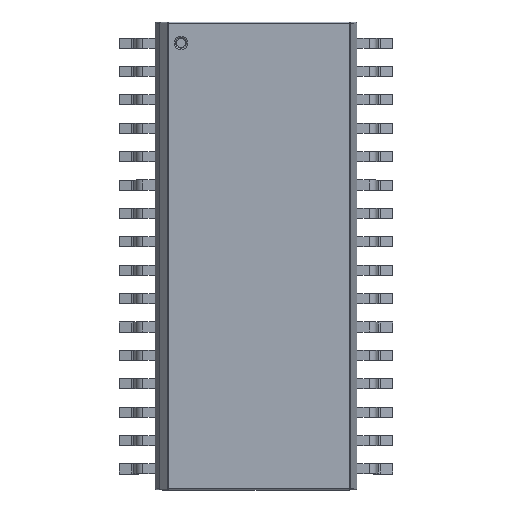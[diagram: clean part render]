
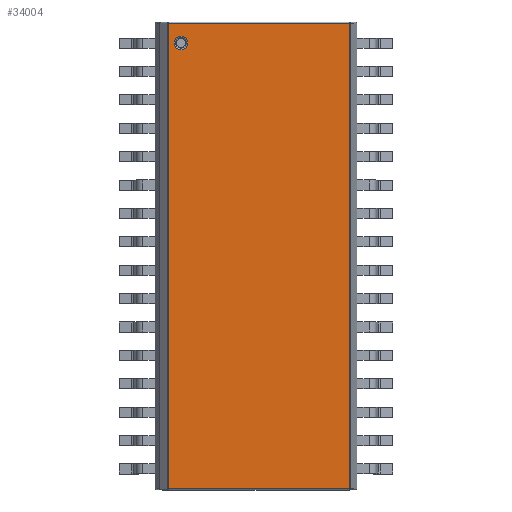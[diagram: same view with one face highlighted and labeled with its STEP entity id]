
A CAD part, top view. The second image highlights one B-rep face of the part: STEP entity #34004.
In plain terms, the highlighted planar face has unit normal (0, 0, 1).
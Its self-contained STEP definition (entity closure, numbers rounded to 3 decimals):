
#32021 = CYLINDRICAL_SURFACE('',#32022,0.05);
#32022 = AXIS2_PLACEMENT_3D('',#32023,#32024,#32025);
#32023 = CARTESIAN_POINT('',(4.21,10.415,2.59));
#32024 = DIRECTION('',(-1.,-0.,0.));
#32025 = DIRECTION('',(-0.,1.,0.));
#32267 = CYLINDRICAL_SURFACE('',#32268,0.05);
#32268 = AXIS2_PLACEMENT_3D('',#32269,#32270,#32271);
#32269 = CARTESIAN_POINT('',(4.21,-10.415,2.59));
#32270 = DIRECTION('',(-1.,-0.,0.));
#32271 = DIRECTION('',(0.,-1.,0.));
#33025 = VERTEX_POINT('',#33026);
#33026 = CARTESIAN_POINT('',(4.172,10.415,2.64));
#33046 = EDGE_CURVE('',#33025,#33047,#33049,.T.);
#33047 = VERTEX_POINT('',#33048);
#33048 = CARTESIAN_POINT('',(-3.933,10.415,2.64));
#33049 = SURFACE_CURVE('',#33050,(#33054,#33061),.PCURVE_S1.);
#33050 = LINE('',#33051,#33052);
#33051 = CARTESIAN_POINT('',(4.21,10.415,2.64));
#33052 = VECTOR('',#33053,1.);
#33053 = DIRECTION('',(-1.,-0.,0.));
#33054 = PCURVE('',#32021,#33055);
#33055 = DEFINITIONAL_REPRESENTATION('',(#33056),#33060);
#33056 = LINE('',#33057,#33058);
#33057 = CARTESIAN_POINT('',(-1.571,0.));
#33058 = VECTOR('',#33059,1.);
#33059 = DIRECTION('',(-0.,1.));
#33060 = ( GEOMETRIC_REPRESENTATION_CONTEXT(2) 
PARAMETRIC_REPRESENTATION_CONTEXT() REPRESENTATION_CONTEXT('2D SPACE',''
  ) );
#33061 = PCURVE('',#33062,#33067);
#33062 = PLANE('',#33063);
#33063 = AXIS2_PLACEMENT_3D('',#33064,#33065,#33066);
#33064 = CARTESIAN_POINT('',(4.21,10.465,2.64));
#33065 = DIRECTION('',(0.,0.,-1.));
#33066 = DIRECTION('',(-1.,-0.,0.));
#33067 = DEFINITIONAL_REPRESENTATION('',(#33068),#33072);
#33068 = LINE('',#33069,#33070);
#33069 = CARTESIAN_POINT('',(0.,-0.05));
#33070 = VECTOR('',#33071,1.);
#33071 = DIRECTION('',(1.,0.));
#33072 = ( GEOMETRIC_REPRESENTATION_CONTEXT(2) 
PARAMETRIC_REPRESENTATION_CONTEXT() REPRESENTATION_CONTEXT('2D SPACE',''
  ) );
#33498 = VERTEX_POINT('',#33499);
#33499 = CARTESIAN_POINT('',(4.172,-10.415,2.64));
#33519 = EDGE_CURVE('',#33498,#33520,#33522,.T.);
#33520 = VERTEX_POINT('',#33521);
#33521 = CARTESIAN_POINT('',(-3.933,-10.415,2.64));
#33522 = SURFACE_CURVE('',#33523,(#33527,#33534),.PCURVE_S1.);
#33523 = LINE('',#33524,#33525);
#33524 = CARTESIAN_POINT('',(4.21,-10.415,2.64));
#33525 = VECTOR('',#33526,1.);
#33526 = DIRECTION('',(-1.,-0.,0.));
#33527 = PCURVE('',#32267,#33528);
#33528 = DEFINITIONAL_REPRESENTATION('',(#33529),#33533);
#33529 = LINE('',#33530,#33531);
#33530 = CARTESIAN_POINT('',(1.571,0.));
#33531 = VECTOR('',#33532,1.);
#33532 = DIRECTION('',(0.,1.));
#33533 = ( GEOMETRIC_REPRESENTATION_CONTEXT(2) 
PARAMETRIC_REPRESENTATION_CONTEXT() REPRESENTATION_CONTEXT('2D SPACE',''
  ) );
#33534 = PCURVE('',#33062,#33535);
#33535 = DEFINITIONAL_REPRESENTATION('',(#33536),#33540);
#33536 = LINE('',#33537,#33538);
#33537 = CARTESIAN_POINT('',(0.,-20.88));
#33538 = VECTOR('',#33539,1.);
#33539 = DIRECTION('',(1.,0.));
#33540 = ( GEOMETRIC_REPRESENTATION_CONTEXT(2) 
PARAMETRIC_REPRESENTATION_CONTEXT() REPRESENTATION_CONTEXT('2D SPACE',''
  ) );
#33887 = CYLINDRICAL_SURFACE('',#33888,0.05);
#33888 = AXIS2_PLACEMENT_3D('',#33889,#33890,#33891);
#33889 = CARTESIAN_POINT('',(4.172,10.465,2.59));
#33890 = DIRECTION('',(0.,-1.,0.));
#33891 = DIRECTION('',(0.966,0.,0.259
    ));
#33946 = CYLINDRICAL_SURFACE('',#33947,0.05);
#33947 = AXIS2_PLACEMENT_3D('',#33948,#33949,#33950);
#33948 = CARTESIAN_POINT('',(-3.933,10.465,2.59));
#33949 = DIRECTION('',(0.,-1.,0.));
#33950 = DIRECTION('',(0.,0.,1.));
#34004 = ADVANCED_FACE('',(#34005,#34051),#33062,.F.);
#34005 = FACE_BOUND('',#34006,.F.);
#34006 = EDGE_LOOP('',(#34007,#34008,#34029,#34030));
#34007 = ORIENTED_EDGE('',*,*,#33046,.F.);
#34008 = ORIENTED_EDGE('',*,*,#34009,.T.);
#34009 = EDGE_CURVE('',#33025,#33498,#34010,.T.);
#34010 = SURFACE_CURVE('',#34011,(#34015,#34022),.PCURVE_S1.);
#34011 = LINE('',#34012,#34013);
#34012 = CARTESIAN_POINT('',(4.172,10.465,2.64));
#34013 = VECTOR('',#34014,1.);
#34014 = DIRECTION('',(0.,-1.,0.));
#34015 = PCURVE('',#33062,#34016);
#34016 = DEFINITIONAL_REPRESENTATION('',(#34017),#34021);
#34017 = LINE('',#34018,#34019);
#34018 = CARTESIAN_POINT('',(0.038,0.));
#34019 = VECTOR('',#34020,1.);
#34020 = DIRECTION('',(0.,-1.));
#34021 = ( GEOMETRIC_REPRESENTATION_CONTEXT(2) 
PARAMETRIC_REPRESENTATION_CONTEXT() REPRESENTATION_CONTEXT('2D SPACE',''
  ) );
#34022 = PCURVE('',#33887,#34023);
#34023 = DEFINITIONAL_REPRESENTATION('',(#34024),#34028);
#34024 = LINE('',#34025,#34026);
#34025 = CARTESIAN_POINT('',(1.309,0.));
#34026 = VECTOR('',#34027,1.);
#34027 = DIRECTION('',(0.,1.));
#34028 = ( GEOMETRIC_REPRESENTATION_CONTEXT(2) 
PARAMETRIC_REPRESENTATION_CONTEXT() REPRESENTATION_CONTEXT('2D SPACE',''
  ) );
#34029 = ORIENTED_EDGE('',*,*,#33519,.T.);
#34030 = ORIENTED_EDGE('',*,*,#34031,.F.);
#34031 = EDGE_CURVE('',#33047,#33520,#34032,.T.);
#34032 = SURFACE_CURVE('',#34033,(#34037,#34044),.PCURVE_S1.);
#34033 = LINE('',#34034,#34035);
#34034 = CARTESIAN_POINT('',(-3.933,10.465,2.64));
#34035 = VECTOR('',#34036,1.);
#34036 = DIRECTION('',(0.,-1.,0.));
#34037 = PCURVE('',#33062,#34038);
#34038 = DEFINITIONAL_REPRESENTATION('',(#34039),#34043);
#34039 = LINE('',#34040,#34041);
#34040 = CARTESIAN_POINT('',(8.143,0.));
#34041 = VECTOR('',#34042,1.);
#34042 = DIRECTION('',(0.,-1.));
#34043 = ( GEOMETRIC_REPRESENTATION_CONTEXT(2) 
PARAMETRIC_REPRESENTATION_CONTEXT() REPRESENTATION_CONTEXT('2D SPACE',''
  ) );
#34044 = PCURVE('',#33946,#34045);
#34045 = DEFINITIONAL_REPRESENTATION('',(#34046),#34050);
#34046 = LINE('',#34047,#34048);
#34047 = CARTESIAN_POINT('',(0.,0.));
#34048 = VECTOR('',#34049,1.);
#34049 = DIRECTION('',(0.,1.));
#34050 = ( GEOMETRIC_REPRESENTATION_CONTEXT(2) 
PARAMETRIC_REPRESENTATION_CONTEXT() REPRESENTATION_CONTEXT('2D SPACE',''
  ) );
#34051 = FACE_BOUND('',#34052,.F.);
#34052 = EDGE_LOOP('',(#34053));
#34053 = ORIENTED_EDGE('',*,*,#34054,.T.);
#34054 = EDGE_CURVE('',#34055,#34055,#34057,.T.);
#34055 = VERTEX_POINT('',#34056);
#34056 = CARTESIAN_POINT('',(-3.06,9.525,2.64));
#34057 = SURFACE_CURVE('',#34058,(#34063,#34074),.PCURVE_S1.);
#34058 = CIRCLE('',#34059,0.3);
#34059 = AXIS2_PLACEMENT_3D('',#34060,#34061,#34062);
#34060 = CARTESIAN_POINT('',(-3.36,9.525,2.64));
#34061 = DIRECTION('',(0.,0.,1.));
#34062 = DIRECTION('',(1.,0.,0.));
#34063 = PCURVE('',#33062,#34064);
#34064 = DEFINITIONAL_REPRESENTATION('',(#34065),#34073);
#34065 = ( BOUNDED_CURVE() B_SPLINE_CURVE(2,(#34066,#34067,#34068,#34069
    ,#34070,#34071,#34072),.UNSPECIFIED.,.T.,.F.) 
B_SPLINE_CURVE_WITH_KNOTS((1,2,2,2,2,1),(-2.094,0.,
    2.094,4.189,6.283,8.378),
.UNSPECIFIED.) CURVE() GEOMETRIC_REPRESENTATION_ITEM() 
RATIONAL_B_SPLINE_CURVE((1.,0.5,1.,0.5,1.,0.5,1.)) REPRESENTATION_ITEM(
  '') );
#34066 = CARTESIAN_POINT('',(7.27,-0.94));
#34067 = CARTESIAN_POINT('',(7.27,-0.42));
#34068 = CARTESIAN_POINT('',(7.72,-0.68));
#34069 = CARTESIAN_POINT('',(8.17,-0.94));
#34070 = CARTESIAN_POINT('',(7.72,-1.2));
#34071 = CARTESIAN_POINT('',(7.27,-1.46));
#34072 = CARTESIAN_POINT('',(7.27,-0.94));
#34073 = ( GEOMETRIC_REPRESENTATION_CONTEXT(2) 
PARAMETRIC_REPRESENTATION_CONTEXT() REPRESENTATION_CONTEXT('2D SPACE',''
  ) );
#34074 = PCURVE('',#34075,#34080);
#34075 = TOROIDAL_SURFACE('',#34076,0.3,0.05);
#34076 = AXIS2_PLACEMENT_3D('',#34077,#34078,#34079);
#34077 = CARTESIAN_POINT('',(-3.36,9.525,2.59));
#34078 = DIRECTION('',(0.,0.,1.));
#34079 = DIRECTION('',(1.,0.,0.));
#34080 = DEFINITIONAL_REPRESENTATION('',(#34081),#34085);
#34081 = LINE('',#34082,#34083);
#34082 = CARTESIAN_POINT('',(0.,1.571));
#34083 = VECTOR('',#34084,1.);
#34084 = DIRECTION('',(1.,0.));
#34085 = ( GEOMETRIC_REPRESENTATION_CONTEXT(2) 
PARAMETRIC_REPRESENTATION_CONTEXT() REPRESENTATION_CONTEXT('2D SPACE',''
  ) );
